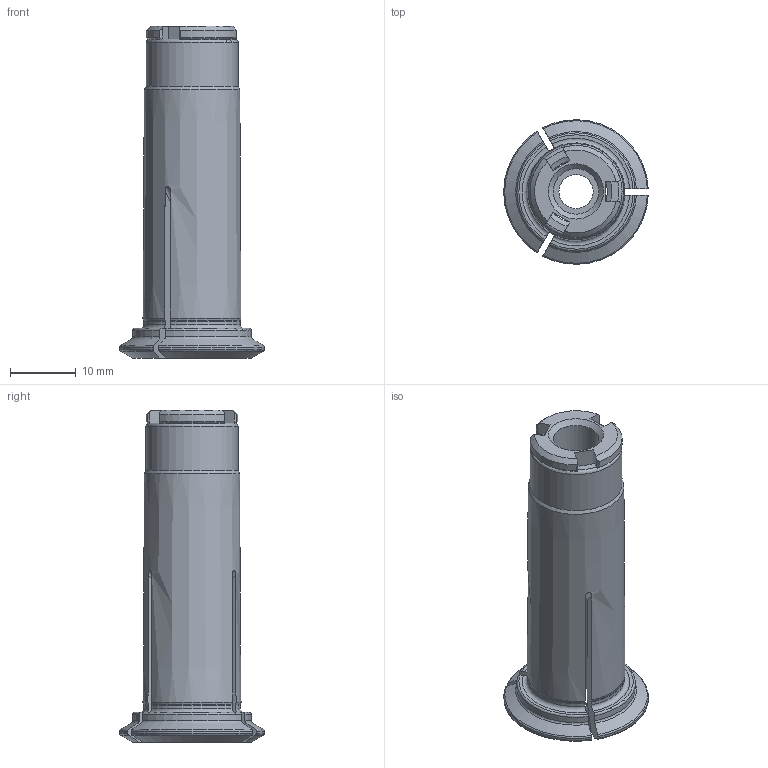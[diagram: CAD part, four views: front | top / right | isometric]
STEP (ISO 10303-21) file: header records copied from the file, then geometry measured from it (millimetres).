
FILE_DESCRIPTION(/* description */ (''),/* implementation_level */ '2;1');
FILE_NAME(/* name */ '171509521.stp',/* time_stamp */ '2021-01-08T12:14:49',/* author */ ('LRA'),/* organization */ ('REGO-FIX'),/* preprocessor_version */ ' Unknown',/* originating_system */ 'SIEMENS PLM Software Solid Edge ST10',/* authorization */ 'Unknown');
FILE_SCHEMA (('AUTOMOTIVE_DESIGN { 1 0 10303 214 2 1 1}'));
Length unit declared in the file: millimetre
Products named in the file (1): NOCUT
Bounding box: 21.99 x 21.99 x 50.5 mm (x, y, z)
Surface area: 5190.6 mm2 (no closed solid volume)
Topology: 0 solids, 1 shells, 115 faces, 364 edges, 238 vertices
Faces by surface type: plane 35, cylinder 31, torus 25, cone 24
Full cylindrical faces by diameter (mm): 5.2 x1, 6.917 x1, 8.2 x1, 9.525 x1, 10.917 x1, 12.2 x1, 14 x1
Entity records: 4931 total; most frequent: CARTESIAN_POINT 923, ORIENTED_EDGE 684, DIRECTION 667, EDGE_CURVE 342, AXIS2_PLACEMENT_3D 266, VERTEX_POINT 231, CIRCLE 144, EDGE_LOOP 137
